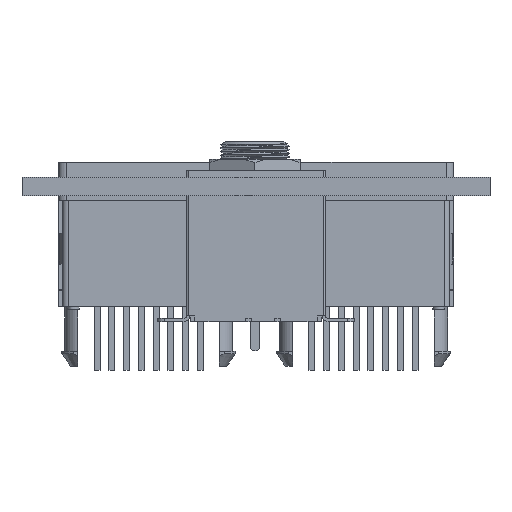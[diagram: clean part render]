
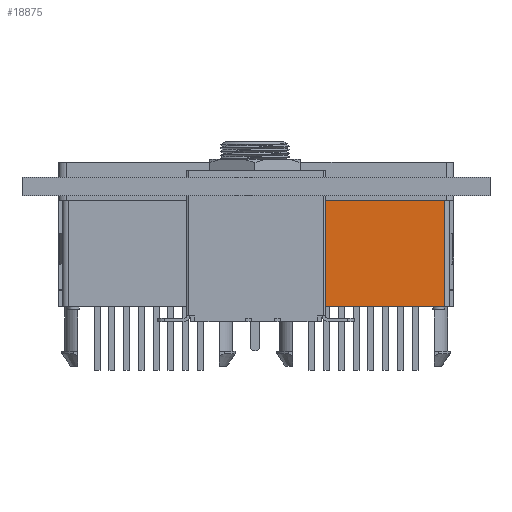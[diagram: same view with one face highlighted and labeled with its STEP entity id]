
A CAD part, front view. The second image highlights one B-rep face of the part: STEP entity #18875.
In plain terms, the highlighted face is planar.
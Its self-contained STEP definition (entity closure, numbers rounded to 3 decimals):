
#2407 = PLANE('',#2408);
#2408 = AXIS2_PLACEMENT_3D('',#2409,#2410,#2411);
#2409 = CARTESIAN_POINT('',(-7.938,-6.223,-7.747));
#2410 = DIRECTION('',(0.,-1.,0.));
#2411 = DIRECTION('',(0.,0.,-1.));
#4679 = VERTEX_POINT('',#4680);
#4680 = CARTESIAN_POINT('',(-7.684,-6.223,-6.934));
#4690 = CYLINDRICAL_SURFACE('',#4691,0.508);
#4691 = AXIS2_PLACEMENT_3D('',#4692,#4693,#4694);
#4692 = CARTESIAN_POINT('',(-7.176,-6.614,-6.934));
#4693 = DIRECTION('',(0.,-1.,0.));
#4694 = DIRECTION('',(-1.,0.,0.));
#4709 = EDGE_CURVE('',#4679,#4710,#4712,.T.);
#4710 = VERTEX_POINT('',#4711);
#4711 = CARTESIAN_POINT('',(-7.684,2.921,-6.934));
#4712 = SURFACE_CURVE('',#4713,(#4717,#4724),.PCURVE_S1.);
#4713 = LINE('',#4714,#4715);
#4714 = CARTESIAN_POINT('',(-7.684,-6.223,
    -6.934));
#4715 = VECTOR('',#4716,1.);
#4716 = DIRECTION('',(0.,1.,0.));
#4717 = PCURVE('',#4690,#4718);
#4718 = DEFINITIONAL_REPRESENTATION('',(#4719),#4723);
#4719 = LINE('',#4720,#4721);
#4720 = CARTESIAN_POINT('',(0.,-0.391));
#4721 = VECTOR('',#4722,1.);
#4722 = DIRECTION('',(0.,-1.));
#4723 = ( GEOMETRIC_REPRESENTATION_CONTEXT(2) 
PARAMETRIC_REPRESENTATION_CONTEXT() REPRESENTATION_CONTEXT('2D SPACE',''
  ) );
#4724 = PCURVE('',#4725,#4730);
#4725 = PLANE('',#4726);
#4726 = AXIS2_PLACEMENT_3D('',#4727,#4728,#4729);
#4727 = CARTESIAN_POINT('',(-7.684,-6.223,9.296));
#4728 = DIRECTION('',(1.,0.,0.));
#4729 = DIRECTION('',(0.,1.,0.));
#4730 = DEFINITIONAL_REPRESENTATION('',(#4731),#4735);
#4731 = LINE('',#4732,#4733);
#4732 = CARTESIAN_POINT('',(0.,-16.231));
#4733 = VECTOR('',#4734,1.);
#4734 = DIRECTION('',(1.,0.));
#4735 = ( GEOMETRIC_REPRESENTATION_CONTEXT(2) 
PARAMETRIC_REPRESENTATION_CONTEXT() REPRESENTATION_CONTEXT('2D SPACE',''
  ) );
#4753 = PLANE('',#4754);
#4754 = AXIS2_PLACEMENT_3D('',#4755,#4756,#4757);
#4755 = CARTESIAN_POINT('',(-7.938,2.921,7.747));
#4756 = DIRECTION('',(0.,1.,0.));
#4757 = DIRECTION('',(1.,0.,0.));
#6153 = CYLINDRICAL_SURFACE('',#6154,0.508);
#6154 = AXIS2_PLACEMENT_3D('',#6155,#6156,#6157);
#6155 = CARTESIAN_POINT('',(-7.176,3.33,6.934));
#6156 = DIRECTION('',(0.,1.,0.));
#6157 = DIRECTION('',(-1.,0.,0.));
#16667 = VERTEX_POINT('',#16668);
#16668 = CARTESIAN_POINT('',(-7.684,2.921,6.934));
#16690 = EDGE_CURVE('',#16667,#16691,#16693,.T.);
#16691 = VERTEX_POINT('',#16692);
#16692 = CARTESIAN_POINT('',(-7.684,-6.223,6.934));
#16693 = SURFACE_CURVE('',#16694,(#16698,#16705),.PCURVE_S1.);
#16694 = LINE('',#16695,#16696);
#16695 = CARTESIAN_POINT('',(-7.684,2.921,
    6.934));
#16696 = VECTOR('',#16697,1.);
#16697 = DIRECTION('',(0.,-1.,0.));
#16698 = PCURVE('',#6153,#16699);
#16699 = DEFINITIONAL_REPRESENTATION('',(#16700),#16704);
#16700 = LINE('',#16701,#16702);
#16701 = CARTESIAN_POINT('',(0.,-0.409));
#16702 = VECTOR('',#16703,1.);
#16703 = DIRECTION('',(0.,-1.));
#16704 = ( GEOMETRIC_REPRESENTATION_CONTEXT(2) 
PARAMETRIC_REPRESENTATION_CONTEXT() REPRESENTATION_CONTEXT('2D SPACE',''
  ) );
#16705 = PCURVE('',#4725,#16706);
#16706 = DEFINITIONAL_REPRESENTATION('',(#16707),#16711);
#16707 = LINE('',#16708,#16709);
#16708 = CARTESIAN_POINT('',(9.144,-2.362));
#16709 = VECTOR('',#16710,1.);
#16710 = DIRECTION('',(-1.,0.));
#16711 = ( GEOMETRIC_REPRESENTATION_CONTEXT(2) 
PARAMETRIC_REPRESENTATION_CONTEXT() REPRESENTATION_CONTEXT('2D SPACE',''
  ) );
#18053 = EDGE_CURVE('',#16667,#4710,#18054,.T.);
#18054 = SURFACE_CURVE('',#18055,(#18059,#18066),.PCURVE_S1.);
#18055 = LINE('',#18056,#18057);
#18056 = CARTESIAN_POINT('',(-7.684,2.921,
    6.934));
#18057 = VECTOR('',#18058,1.);
#18058 = DIRECTION('',(0.,0.,-1.));
#18059 = PCURVE('',#4753,#18060);
#18060 = DEFINITIONAL_REPRESENTATION('',(#18061),#18065);
#18061 = LINE('',#18062,#18063);
#18062 = CARTESIAN_POINT('',(0.254,0.813));
#18063 = VECTOR('',#18064,1.);
#18064 = DIRECTION('',(0.,1.));
#18065 = ( GEOMETRIC_REPRESENTATION_CONTEXT(2) 
PARAMETRIC_REPRESENTATION_CONTEXT() REPRESENTATION_CONTEXT('2D SPACE',''
  ) );
#18066 = PCURVE('',#4725,#18067);
#18067 = DEFINITIONAL_REPRESENTATION('',(#18068),#18072);
#18068 = LINE('',#18069,#18070);
#18069 = CARTESIAN_POINT('',(9.144,-2.362));
#18070 = VECTOR('',#18071,1.);
#18071 = DIRECTION('',(0.,-1.));
#18072 = ( GEOMETRIC_REPRESENTATION_CONTEXT(2) 
PARAMETRIC_REPRESENTATION_CONTEXT() REPRESENTATION_CONTEXT('2D SPACE',''
  ) );
#18702 = EDGE_CURVE('',#4679,#16691,#18703,.T.);
#18703 = SURFACE_CURVE('',#18704,(#18708,#18715),.PCURVE_S1.);
#18704 = LINE('',#18705,#18706);
#18705 = CARTESIAN_POINT('',(-7.684,-6.223,
    -6.934));
#18706 = VECTOR('',#18707,1.);
#18707 = DIRECTION('',(0.,0.,1.));
#18708 = PCURVE('',#2407,#18709);
#18709 = DEFINITIONAL_REPRESENTATION('',(#18710),#18714);
#18710 = LINE('',#18711,#18712);
#18711 = CARTESIAN_POINT('',(-0.813,0.254));
#18712 = VECTOR('',#18713,1.);
#18713 = DIRECTION('',(-1.,0.));
#18714 = ( GEOMETRIC_REPRESENTATION_CONTEXT(2) 
PARAMETRIC_REPRESENTATION_CONTEXT() REPRESENTATION_CONTEXT('2D SPACE',''
  ) );
#18715 = PCURVE('',#4725,#18716);
#18716 = DEFINITIONAL_REPRESENTATION('',(#18717),#18721);
#18717 = LINE('',#18718,#18719);
#18718 = CARTESIAN_POINT('',(0.,-16.231));
#18719 = VECTOR('',#18720,1.);
#18720 = DIRECTION('',(0.,1.));
#18721 = ( GEOMETRIC_REPRESENTATION_CONTEXT(2) 
PARAMETRIC_REPRESENTATION_CONTEXT() REPRESENTATION_CONTEXT('2D SPACE',''
  ) );
#18875 = ADVANCED_FACE('',(#18876),#4725,.F.);
#18876 = FACE_BOUND('',#18877,.T.);
#18877 = EDGE_LOOP('',(#18878,#18879,#18880,#18881));
#18878 = ORIENTED_EDGE('',*,*,#18053,.T.);
#18879 = ORIENTED_EDGE('',*,*,#4709,.F.);
#18880 = ORIENTED_EDGE('',*,*,#18702,.T.);
#18881 = ORIENTED_EDGE('',*,*,#16690,.F.);
